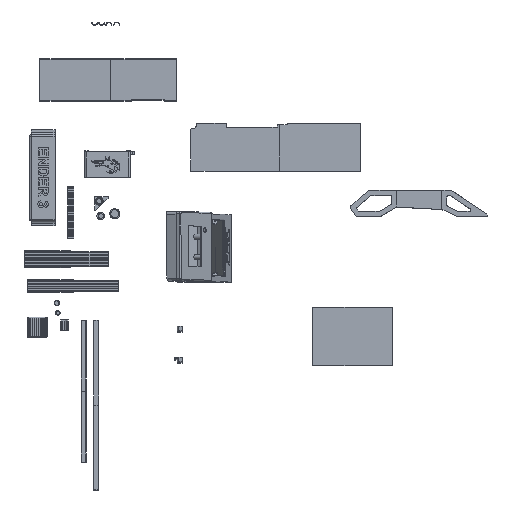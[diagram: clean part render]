
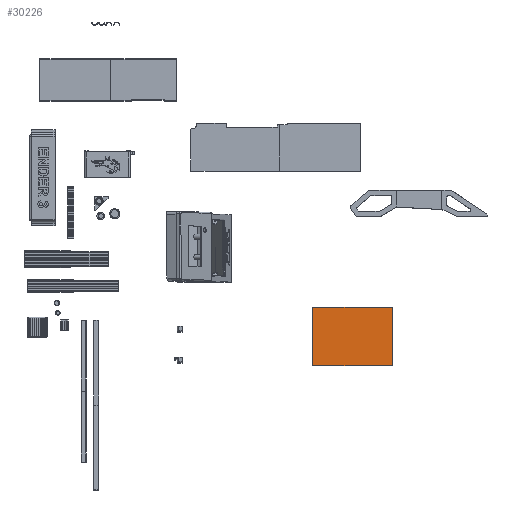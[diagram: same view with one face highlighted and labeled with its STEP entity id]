
A CAD part, top view. The second image highlights one B-rep face of the part: STEP entity #30226.
In plain terms, the highlighted planar face has unit normal (0, 0, 1).
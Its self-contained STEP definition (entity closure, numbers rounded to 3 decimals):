
#3207=FACE_OUTER_BOUND('',#4972,.T.);
#4972=EDGE_LOOP('',(#20095,#20096,#20097,#20098));
#6886=LINE('',#40022,#9599);
#6890=LINE('',#40031,#9603);
#6893=LINE('',#40035,#9606);
#6895=LINE('',#40038,#9608);
#9599=VECTOR('',#33800,10.);
#9603=VECTOR('',#33806,10.);
#9606=VECTOR('',#33811,10.);
#9608=VECTOR('',#33815,10.);
#12312=VERTEX_POINT('',#40019);
#12313=VERTEX_POINT('',#40021);
#12316=VERTEX_POINT('',#40028);
#12317=VERTEX_POINT('',#40030);
#15395=EDGE_CURVE('',#12312,#12313,#6886,.T.);
#15399=EDGE_CURVE('',#12316,#12317,#6890,.T.);
#15402=EDGE_CURVE('',#12312,#12317,#6893,.T.);
#15404=EDGE_CURVE('',#12316,#12313,#6895,.T.);
#20095=ORIENTED_EDGE('',*,*,#15404,.T.);
#20096=ORIENTED_EDGE('',*,*,#15395,.F.);
#20097=ORIENTED_EDGE('',*,*,#15402,.T.);
#20098=ORIENTED_EDGE('',*,*,#15399,.F.);
#29444=PLANE('',#32045);
#30226=ADVANCED_FACE('',(#3207),#29444,.T.);
#32045=AXIS2_PLACEMENT_3D('',#40040,#33818,#33819);
#33800=DIRECTION('',(1.,0.,0.));
#33806=DIRECTION('',(-1.,0.,0.));
#33811=DIRECTION('',(0.,-1.,0.));
#33815=DIRECTION('',(0.,1.,0.));
#33818=DIRECTION('center_axis',(0.,0.,1.));
#33819=DIRECTION('ref_axis',(1.,0.,0.));
#40019=CARTESIAN_POINT('',(270.863,-112.503,3.));
#40021=CARTESIAN_POINT('',(426.863,-112.503,3.));
#40022=CARTESIAN_POINT('',(425.363,-112.503,3.));
#40028=CARTESIAN_POINT('',(426.863,-227.503,3.));
#40030=CARTESIAN_POINT('',(270.863,-227.503,3.));
#40031=CARTESIAN_POINT('',(272.363,-227.503,3.));
#40035=CARTESIAN_POINT('',(270.863,-226.503,3.));
#40038=CARTESIAN_POINT('',(426.863,-113.503,3.));
#40040=CARTESIAN_POINT('Origin',(348.863,-170.003,3.));
